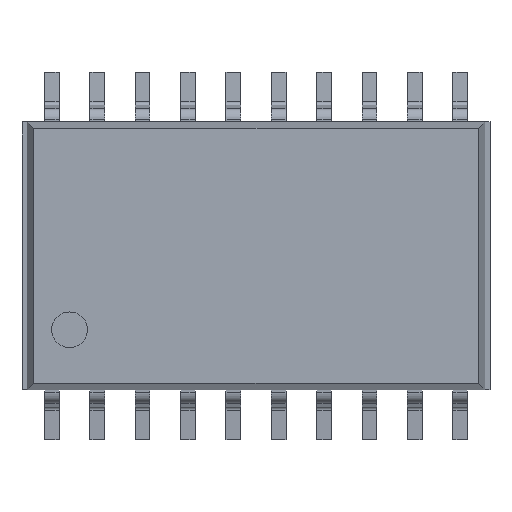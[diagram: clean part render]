
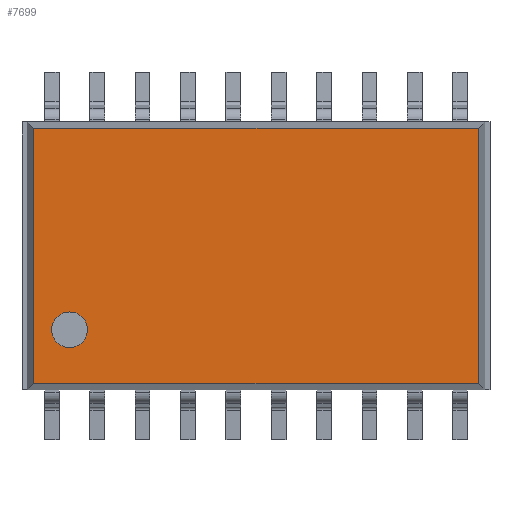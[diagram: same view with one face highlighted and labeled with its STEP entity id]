
A CAD part, top view. The second image highlights one B-rep face of the part: STEP entity #7699.
In plain terms, the highlighted planar face has unit normal (0, 0, 1).
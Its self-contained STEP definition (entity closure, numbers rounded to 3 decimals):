
#150 = AXIS2_PLACEMENT_3D ( 'NONE', #2556, #9735, #3564 ) ;
#459 = VERTEX_POINT ( 'NONE', #8345 ) ;
#567 = EDGE_LOOP ( 'NONE', ( #4247, #1053 ) ) ;
#663 = AXIS2_PLACEMENT_3D ( 'NONE', #9989, #3850, #11041 ) ;
#779 = CARTESIAN_POINT ( 'NONE',  ( 0., 0., 2.45 ) ) ;
#788 = FACE_OUTER_BOUND ( 'NONE', #11813, .T. ) ;
#799 = DIRECTION ( 'NONE',  ( 0., -1., 0. ) ) ;
#882 = CARTESIAN_POINT ( 'NONE',  ( -5.719, -2.069, 2.45 ) ) ;
#1053 = ORIENTED_EDGE ( 'NONE', *, *, #9428, .F. ) ;
#1104 = ORIENTED_EDGE ( 'NONE', *, *, #1116, .T. ) ;
#1116 = EDGE_CURVE ( 'NONE', #459, #6467, #2647, .T. ) ;
#1279 = VERTEX_POINT ( 'NONE', #882 ) ;
#1291 = EDGE_CURVE ( 'NONE', #6467, #11326, #7251, .T. ) ;
#1340 = CIRCLE ( 'NONE', #663, 0.5 ) ;
#2308 = VECTOR ( 'NONE', #5264, 1000. ) ;
#2556 = CARTESIAN_POINT ( 'NONE',  ( -5.219, -2.069, 2.45 ) ) ;
#2647 = LINE ( 'NONE', #5301, #2308 ) ;
#2654 = DIRECTION ( 'NONE',  ( -1., 0., 0. ) ) ;
#3564 = DIRECTION ( 'NONE',  ( 1., 0., 0. ) ) ;
#3849 = PLANE ( 'NONE',  #8773 ) ;
#3850 = DIRECTION ( 'NONE',  ( 0., 0., 1. ) ) ;
#4247 = ORIENTED_EDGE ( 'NONE', *, *, #5303, .F. ) ;
#4292 = ORIENTED_EDGE ( 'NONE', *, *, #8372, .T. ) ;
#4541 = VECTOR ( 'NONE', #7817, 1000. ) ;
#4876 = DIRECTION ( 'NONE',  ( 0., 0., 1. ) ) ;
#5264 = DIRECTION ( 'NONE',  ( 1., 0., 0. ) ) ;
#5301 = CARTESIAN_POINT ( 'NONE',  ( 6.4, -3.569, 2.45 ) ) ;
#5303 = EDGE_CURVE ( 'NONE', #5418, #1279, #12100, .T. ) ;
#5418 = VERTEX_POINT ( 'NONE', #6983 ) ;
#5651 = CARTESIAN_POINT ( 'NONE',  ( -6.219, 3.569, 2.45 ) ) ;
#6398 = CARTESIAN_POINT ( 'NONE',  ( 6.219, 3.75, 2.45 ) ) ;
#6467 = VERTEX_POINT ( 'NONE', #12721 ) ;
#6792 = LINE ( 'NONE', #13086, #9192 ) ;
#6983 = CARTESIAN_POINT ( 'NONE',  ( -4.719, -2.069, 2.45 ) ) ;
#7251 = LINE ( 'NONE', #6398, #4541 ) ;
#7573 = VERTEX_POINT ( 'NONE', #5651 ) ;
#7699 = ADVANCED_FACE ( 'NONE', ( #8940, #788 ), #3849, .T. ) ;
#7817 = DIRECTION ( 'NONE',  ( 0., 1., 0. ) ) ;
#8345 = CARTESIAN_POINT ( 'NONE',  ( -6.219, -3.569, 2.45 ) ) ;
#8372 = EDGE_CURVE ( 'NONE', #11326, #7573, #13114, .T. ) ;
#8773 = AXIS2_PLACEMENT_3D ( 'NONE', #779, #4876, #12064 ) ;
#8813 = ORIENTED_EDGE ( 'NONE', *, *, #8978, .T. ) ;
#8940 = FACE_BOUND ( 'NONE', #567, .T. ) ;
#8978 = EDGE_CURVE ( 'NONE', #7573, #459, #6792, .T. ) ;
#9192 = VECTOR ( 'NONE', #799, 1000. ) ;
#9428 = EDGE_CURVE ( 'NONE', #1279, #5418, #1340, .T. ) ;
#9735 = DIRECTION ( 'NONE',  ( 0., 0., 1. ) ) ;
#9989 = CARTESIAN_POINT ( 'NONE',  ( -5.219, -2.069, 2.45 ) ) ;
#10372 = VECTOR ( 'NONE', #2654, 1000. ) ;
#10744 = CARTESIAN_POINT ( 'NONE',  ( -6.4, 3.569, 2.45 ) ) ;
#11041 = DIRECTION ( 'NONE',  ( 1., 0., 0. ) ) ;
#11326 = VERTEX_POINT ( 'NONE', #11497 ) ;
#11497 = CARTESIAN_POINT ( 'NONE',  ( 6.219, 3.569, 2.45 ) ) ;
#11813 = EDGE_LOOP ( 'NONE', ( #4292, #8813, #1104, #13062 ) ) ;
#12064 = DIRECTION ( 'NONE',  ( 1., 0., 0. ) ) ;
#12100 = CIRCLE ( 'NONE', #150, 0.5 ) ;
#12721 = CARTESIAN_POINT ( 'NONE',  ( 6.219, -3.569, 2.45 ) ) ;
#13062 = ORIENTED_EDGE ( 'NONE', *, *, #1291, .T. ) ;
#13086 = CARTESIAN_POINT ( 'NONE',  ( -6.219, -3.75, 2.45 ) ) ;
#13114 = LINE ( 'NONE', #10744, #10372 ) ;
